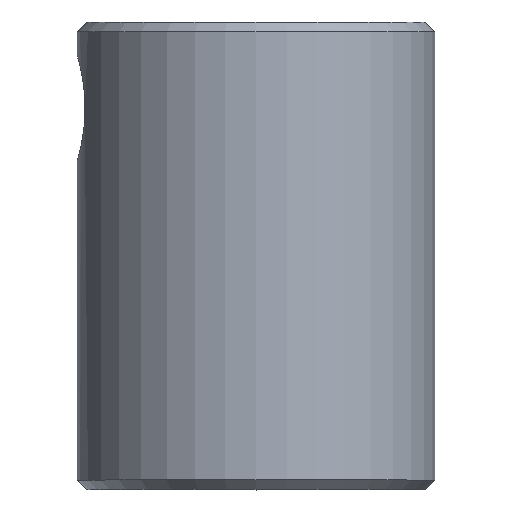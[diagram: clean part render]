
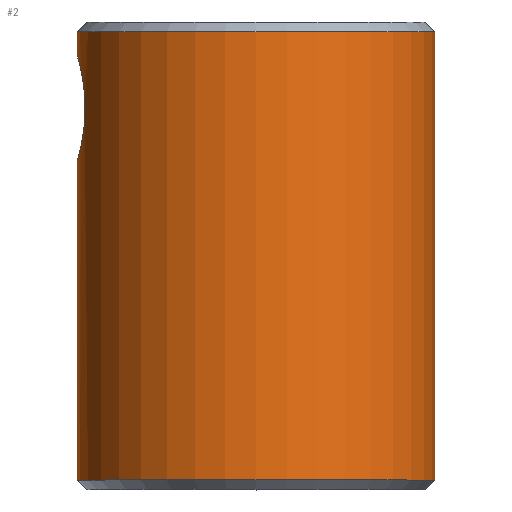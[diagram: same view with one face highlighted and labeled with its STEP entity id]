
A CAD part, top view. The second image highlights one B-rep face of the part: STEP entity #2.
In plain terms, the highlighted cylindrical face has radius 9.525 mm (diameter 19.05 mm), a full revolution.
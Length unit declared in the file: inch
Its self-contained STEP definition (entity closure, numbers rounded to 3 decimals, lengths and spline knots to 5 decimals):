
#2 = ADVANCED_FACE ( 'NONE', ( #244, #213, #324 ), #68, .T. ) ;
#21 = CARTESIAN_POINT ( 'NONE',  ( -0.36177, 0.75102, 0.09876 ) ) ;
#22 = CARTESIAN_POINT ( 'NONE',  ( -0.36268, 0.74481, -0.09542 ) ) ;
#24 = EDGE_CURVE ( 'NONE', #105, #105, #81, .T. ) ;
#26 = CARTESIAN_POINT ( 'NONE',  ( -0.36176, 0.84887, 0.09881 ) ) ;
#27 = CARTESIAN_POINT ( 'NONE',  ( -0.375, 0.90999, 0.00734 ) ) ;
#28 = CARTESIAN_POINT ( 'NONE',  ( -0.37398, 0.90647, -0.02858 ) ) ;
#29 = AXIS2_PLACEMENT_3D ( 'NONE', #142, #108, #193 ) ;
#31 = CARTESIAN_POINT ( 'NONE',  ( 0., 0.02, 0. ) ) ;
#38 = CIRCLE ( 'NONE', #29, 0.375 ) ;
#43 = CARTESIAN_POINT ( 'NONE',  ( -0.36269, 0.74473, 0.09538 ) ) ;
#46 = CARTESIAN_POINT ( 'NONE',  ( 0., 0.96, 0.375 ) ) ;
#51 = CARTESIAN_POINT ( 'NONE',  ( -0.369, 0.71208, 0.06763 ) ) ;
#55 = CARTESIAN_POINT ( 'NONE',  ( -0.3647, 0.86722, -0.08737 ) ) ;
#57 = CARTESIAN_POINT ( 'NONE',  ( -0.35957, 0.82856, 0.10647 ) ) ;
#58 = CARTESIAN_POINT ( 'NONE',  ( -0.375, 0.68999, 0.00717 ) ) ;
#68 = CYLINDRICAL_SURFACE ( 'NONE', #151, 0.375 ) ;
#81 = CIRCLE ( 'NONE', #88, 0.375 ) ;
#85 = CARTESIAN_POINT ( 'NONE',  ( -0.37337, 0.69567, -0.03561 ) ) ;
#86 = CARTESIAN_POINT ( 'NONE',  ( -0.36898, 0.88785, 0.06772 ) ) ;
#87 = CARTESIAN_POINT ( 'NONE',  ( -0.35872, 0.78567, -0.10931 ) ) ;
#88 = AXIS2_PLACEMENT_3D ( 'NONE', #31, #154, #268 ) ;
#90 = ORIENTED_EDGE ( 'NONE', *, *, #163, .T. ) ;
#98 = CARTESIAN_POINT ( 'NONE',  ( 0., 0.98, 0. ) ) ;
#105 = VERTEX_POINT ( 'NONE', #221 ) ;
#108 = DIRECTION ( 'NONE',  ( 0., -1., 0. ) ) ;
#110 = CARTESIAN_POINT ( 'NONE',  ( -0.3585, 0.79264, 0.11 ) ) ;
#114 = CARTESIAN_POINT ( 'NONE',  ( -0.3627, 0.85534, -0.09533 ) ) ;
#115 = CARTESIAN_POINT ( 'NONE',  ( -0.35873, 0.8146, -0.10927 ) ) ;
#116 = CARTESIAN_POINT ( 'NONE',  ( -0.3602, 0.76451, -0.10436 ) ) ;
#118 = CARTESIAN_POINT ( 'NONE',  ( -0.37478, 0.69074, -0.01464 ) ) ;
#119 = CARTESIAN_POINT ( 'NONE',  ( -0.3585, 0.79995, 0.11 ) ) ;
#141 = B_SPLINE_CURVE_WITH_KNOTS ( 'NONE', 3,
 ( #361, #110, #226, #201, #283, #21, #43, #277, #253, #51, #172, #203, #202, #262, #58, #289, #118, #364, #85, #146, #263, #149, #236, #312, #339, #22, #363, #116, #315, #87, #338, #337, #115, #177, #314, #310, #114, #55, #206, #205, #288, #175, #28, #152, #173, #27, #204, #287, #265, #336, #86, #366, #232, #285, #26, #233, #57, #176, #150, #119 ),
 .UNSPECIFIED., .T., .F.,
 ( 4, 2, 2, 2, 2, 2, 2, 2, 2, 2, 2, 2, 2, 2, 2, 2, 2, 2, 2, 2, 2, 2, 2, 2, 2, 2, 2, 2, 2, 4 ),
 ( 0., 0.00055, 0.0011, 0.00165, 0.0022, 0.0033, 0.00385, 0.0044, 0.00495, 0.0055, 0.00605, 0.0066, 0.00715, 0.0077, 0.00825, 0.0088, 0.00935, 0.0099, 0.01045, 0.011, 0.01211, 0.01266, 0.01321, 0.01376, 0.01431, 0.01541, 0.01596, 0.01651, 0.01706, 0.01761 ),
 .UNSPECIFIED. ) ;
#142 = CARTESIAN_POINT ( 'NONE',  ( 0., 0.96, 0. ) ) ;
#146 = CARTESIAN_POINT ( 'NONE',  ( -0.37184, 0.70126, -0.04903 ) ) ;
#149 = CARTESIAN_POINT ( 'NONE',  ( -0.36898, 0.71262, -0.06719 ) ) ;
#150 = CARTESIAN_POINT ( 'NONE',  ( -0.3585, 0.80726, 0.11 ) ) ;
#151 = AXIS2_PLACEMENT_3D ( 'NONE', #98, #218, #292 ) ;
#152 = CARTESIAN_POINT ( 'NONE',  ( -0.37479, 0.90929, -0.01444 ) ) ;
#154 = DIRECTION ( 'NONE',  ( 0., 1., 0. ) ) ;
#163 = EDGE_CURVE ( 'NONE', #197, #197, #38, .T. ) ;
#167 = VERTEX_POINT ( 'NONE', #279 ) ;
#172 = CARTESIAN_POINT ( 'NONE',  ( -0.37112, 0.7039, 0.05542 ) ) ;
#173 = CARTESIAN_POINT ( 'NONE',  ( -0.375, 0.91001, -0.0071 ) ) ;
#175 = CARTESIAN_POINT ( 'NONE',  ( -0.37338, 0.90438, -0.03546 ) ) ;
#176 = CARTESIAN_POINT ( 'NONE',  ( -0.35873, 0.81444, 0.10928 ) ) ;
#177 = CARTESIAN_POINT ( 'NONE',  ( -0.35959, 0.82879, -0.10641 ) ) ;
#193 = DIRECTION ( 'NONE',  ( 0., 0., 1. ) ) ;
#197 = VERTEX_POINT ( 'NONE', #46 ) ;
#201 = CARTESIAN_POINT ( 'NONE',  ( -0.35958, 0.7713, 0.10643 ) ) ;
#202 = CARTESIAN_POINT ( 'NONE',  ( -0.37398, 0.69351, 0.02851 ) ) ;
#203 = CARTESIAN_POINT ( 'NONE',  ( -0.37337, 0.69565, 0.03553 ) ) ;
#204 = CARTESIAN_POINT ( 'NONE',  ( -0.37479, 0.90928, 0.0145 ) ) ;
#205 = CARTESIAN_POINT ( 'NONE',  ( -0.369, 0.88796, -0.0676 ) ) ;
#206 = CARTESIAN_POINT ( 'NONE',  ( -0.36577, 0.87273, -0.08284 ) ) ;
#210 = EDGE_LOOP ( 'NONE', ( #90 ) ) ;
#213 = FACE_OUTER_BOUND ( 'NONE', #214, .T. ) ;
#214 = EDGE_LOOP ( 'NONE', ( #350 ) ) ;
#218 = DIRECTION ( 'NONE',  ( 0., 1., 0. ) ) ;
#221 = CARTESIAN_POINT ( 'NONE',  ( 0., 0.02, 0.375 ) ) ;
#222 = EDGE_CURVE ( 'NONE', #167, #167, #141, .T. ) ;
#226 = CARTESIAN_POINT ( 'NONE',  ( -0.35873, 0.78545, 0.10927 ) ) ;
#232 = CARTESIAN_POINT ( 'NONE',  ( -0.36468, 0.8671, 0.08746 ) ) ;
#233 = CARTESIAN_POINT ( 'NONE',  ( -0.3602, 0.83556, 0.10434 ) ) ;
#236 = CARTESIAN_POINT ( 'NONE',  ( -0.3679, 0.71722, -0.07279 ) ) ;
#244 = FACE_OUTER_BOUND ( 'NONE', #210, .T. ) ;
#252 = ORIENTED_EDGE ( 'NONE', *, *, #222, .T. ) ;
#253 = CARTESIAN_POINT ( 'NONE',  ( -0.36579, 0.7272, 0.08277 ) ) ;
#262 = CARTESIAN_POINT ( 'NONE',  ( -0.37479, 0.6907, 0.01434 ) ) ;
#263 = CARTESIAN_POINT ( 'NONE',  ( -0.37094, 0.70467, -0.05534 ) ) ;
#265 = CARTESIAN_POINT ( 'NONE',  ( -0.37336, 0.90429, 0.03569 ) ) ;
#268 = DIRECTION ( 'NONE',  ( 0., 0., 1. ) ) ;
#277 = CARTESIAN_POINT ( 'NONE',  ( -0.3647, 0.7328, 0.08738 ) ) ;
#279 = CARTESIAN_POINT ( 'NONE',  ( -0.3585, 0.79995, 0.11 ) ) ;
#283 = CARTESIAN_POINT ( 'NONE',  ( -0.36022, 0.76428, 0.10429 ) ) ;
#285 = CARTESIAN_POINT ( 'NONE',  ( -0.36268, 0.85517, 0.09544 ) ) ;
#287 = CARTESIAN_POINT ( 'NONE',  ( -0.37397, 0.90643, 0.02872 ) ) ;
#288 = CARTESIAN_POINT ( 'NONE',  ( -0.37111, 0.89606, -0.05552 ) ) ;
#289 = CARTESIAN_POINT ( 'NONE',  ( -0.375, 0.69001, -0.00733 ) ) ;
#292 = DIRECTION ( 'NONE',  ( 0., 0., 1. ) ) ;
#310 = CARTESIAN_POINT ( 'NONE',  ( -0.36176, 0.8489, -0.09879 ) ) ;
#312 = CARTESIAN_POINT ( 'NONE',  ( -0.36575, 0.72738, -0.08293 ) ) ;
#314 = CARTESIAN_POINT ( 'NONE',  ( -0.36021, 0.83565, -0.10431 ) ) ;
#315 = CARTESIAN_POINT ( 'NONE',  ( -0.35957, 0.77139, -0.10646 ) ) ;
#324 = FACE_BOUND ( 'NONE', #347, .T. ) ;
#336 = CARTESIAN_POINT ( 'NONE',  ( -0.37111, 0.89603, 0.05552 ) ) ;
#337 = CARTESIAN_POINT ( 'NONE',  ( -0.35851, 0.8073, -0.10999 ) ) ;
#338 = CARTESIAN_POINT ( 'NONE',  ( -0.3585, 0.79289, -0.11001 ) ) ;
#339 = CARTESIAN_POINT ( 'NONE',  ( -0.36468, 0.7329, -0.08746 ) ) ;
#347 = EDGE_LOOP ( 'NONE', ( #252 ) ) ;
#350 = ORIENTED_EDGE ( 'NONE', *, *, #24, .T. ) ;
#361 = CARTESIAN_POINT ( 'NONE',  ( -0.3585, 0.79995, 0.11 ) ) ;
#363 = CARTESIAN_POINT ( 'NONE',  ( -0.36174, 0.75125, -0.09887 ) ) ;
#364 = CARTESIAN_POINT ( 'NONE',  ( -0.37396, 0.69358, -0.02873 ) ) ;
#366 = CARTESIAN_POINT ( 'NONE',  ( -0.36577, 0.87271, 0.08285 ) ) ;
